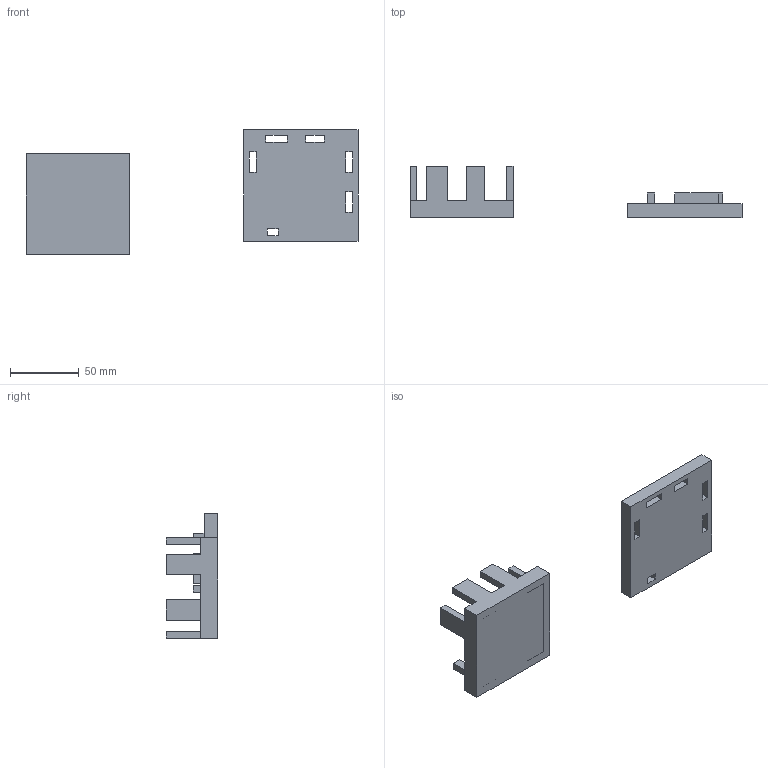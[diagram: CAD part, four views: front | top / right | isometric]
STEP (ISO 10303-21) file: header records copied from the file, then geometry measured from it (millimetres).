
FILE_DESCRIPTION(/* description */ (''),/* implementation_level */ '2;1');
FILE_NAME(/* name */ 'FinalProject_MBBVS_BoardCasing v2.step',/* time_stamp */ '2018-12-21T22:13:53+01:00',/* author */ ('s.kiarie1'),/* organization */ (''),/* preprocessor_version */ 'ST-DEVELOPER v17.2',/* originating_system */ 'Autodesk Translation Framework v7.6.0.251',/* authorisation */ '');
FILE_SCHEMA (('AUTOMOTIVE_DESIGN { 1 0 10303 214 3 1 1 }'));
Length unit declared in the file: millimetre
Products named in the file (1): FinalProject_MBBVS_BoardCasing
Bounding box: 241.5 x 37.5 x 90.5 mm (x, y, z)
Volume: 99512.3 mm3; surface area: 42959.6 mm2
Topology: 2 solids, 2 shells, 85 faces, 228 edges, 152 vertices
Faces by surface type: plane 85
Entity records: 2658 total; most frequent: CARTESIAN_POINT 466, ORIENTED_EDGE 456, DIRECTION 400, LINE 228, VECTOR 228, EDGE_CURVE 228, VERTEX_POINT 152, EDGE_LOOP 102
